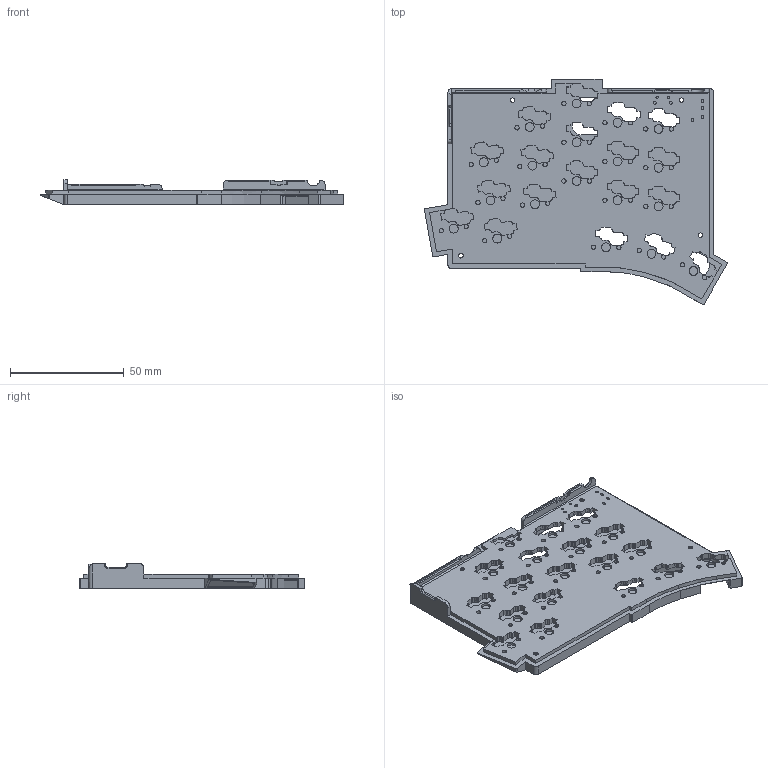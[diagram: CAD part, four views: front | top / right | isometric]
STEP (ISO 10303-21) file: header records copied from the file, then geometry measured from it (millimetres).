
FILE_DESCRIPTION(/* description */ (''),/* implementation_level */ '2;1');
FILE_NAME(/* name */ 'TOTEMcase_TRX_adaptation_L v5.step',/* time_stamp */ '2024-05-20T12:19:24+02:00',/* author */ (''),/* organization */ (''),/* preprocessor_version */ 'ST-DEVELOPER v20',/* originating_system */ 'Autodesk Translation Framework v12.20.1.177',/* authorisation */ '');
FILE_SCHEMA (('AUTOMOTIVE_DESIGN { 1 0 10303 214 3 1 1 }'));
Length unit declared in the file: millimetre
Products named in the file (1): TOTEMcase_TRX_adaptation_L
Bounding box: 133.11 x 99.01 x 10.89 mm (x, y, z)
Volume: 47909.8 mm3; surface area: 26565.9 mm2
Topology: 1 solids, 5 shells, 1246 faces, 3432 edges, 2274 vertices
Faces by surface type: plane 608, bspline 492, cylinder 128, cone 13, torus 5
Full cylindrical faces by diameter (mm): 1 x2, 1.3 x2, 1.9 x21, 2 x4, 3.9 x19, 4.3 x4, 6.785 x1, 6.798 x1, 9 x9
Entity records: 42336 total; most frequent: CARTESIAN_POINT 13624, ORIENTED_EDGE 6864, DIRECTION 4470, EDGE_CURVE 3432, VERTEX_POINT 2274, LINE 2188, VECTOR 2188, EDGE_LOOP 1346
